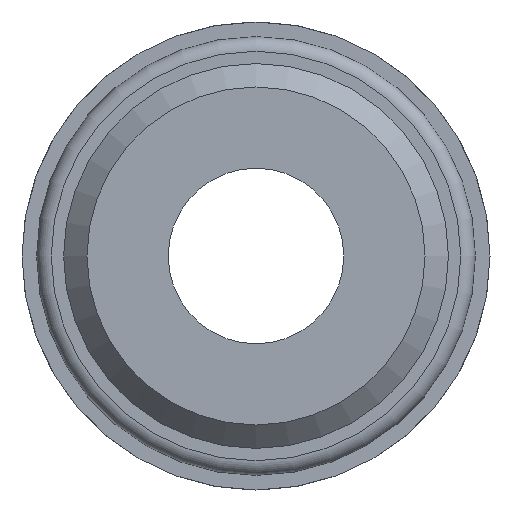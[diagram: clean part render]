
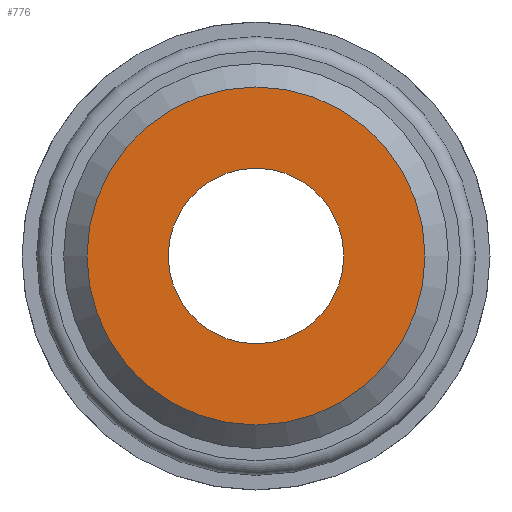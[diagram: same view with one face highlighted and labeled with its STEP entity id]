
A CAD part, front view. The second image highlights one B-rep face of the part: STEP entity #776.
In plain terms, the highlighted planar face has unit normal (0, -1, 0).
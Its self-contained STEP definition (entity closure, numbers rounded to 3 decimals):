
#725=CARTESIAN_POINT('',(5.778,0.0,0.));
#726=VERTEX_POINT('',#725);
#727=CARTESIAN_POINT('',(0.0,0.0,0.0));
#728=DIRECTION('',(0.0,1.0,0.0));
#729=DIRECTION('',(-1.0,0.0,0.0));
#730=AXIS2_PLACEMENT_3D('',#727,#728,#729);
#731=CIRCLE('',#730,5.778);
#732=EDGE_CURVE('',#726,#726,#731,.T.);
#757=CARTESIAN_POINT('',(4.789,0.0,0.0));
#758=DIRECTION('',(0.0,-1.0,0.0));
#759=DIRECTION('',(0.0,0.0,-1.0));
#760=AXIS2_PLACEMENT_3D('',#757,#758,#759);
#761=PLANE('',#760);
#762=ORIENTED_EDGE('',*,*,#732,.F.);
#763=EDGE_LOOP('',(#762));
#764=FACE_OUTER_BOUND('',#763,.T.);
#765=CARTESIAN_POINT('',(3.,0.0,0.0));
#766=VERTEX_POINT('',#765);
#767=CARTESIAN_POINT('',(0.0,0.0,0.0));
#768=DIRECTION('',(0.0,-1.0,0.0));
#769=DIRECTION('',(1.0,0.0,0.0));
#770=AXIS2_PLACEMENT_3D('',#767,#768,#769);
#771=CIRCLE('',#770,3.);
#772=EDGE_CURVE('',#766,#766,#771,.T.);
#773=ORIENTED_EDGE('',*,*,#772,.F.);
#774=EDGE_LOOP('',(#773));
#775=FACE_BOUND('',#774,.T.);
#776=ADVANCED_FACE('',(#764,#775),#761,.T.);
